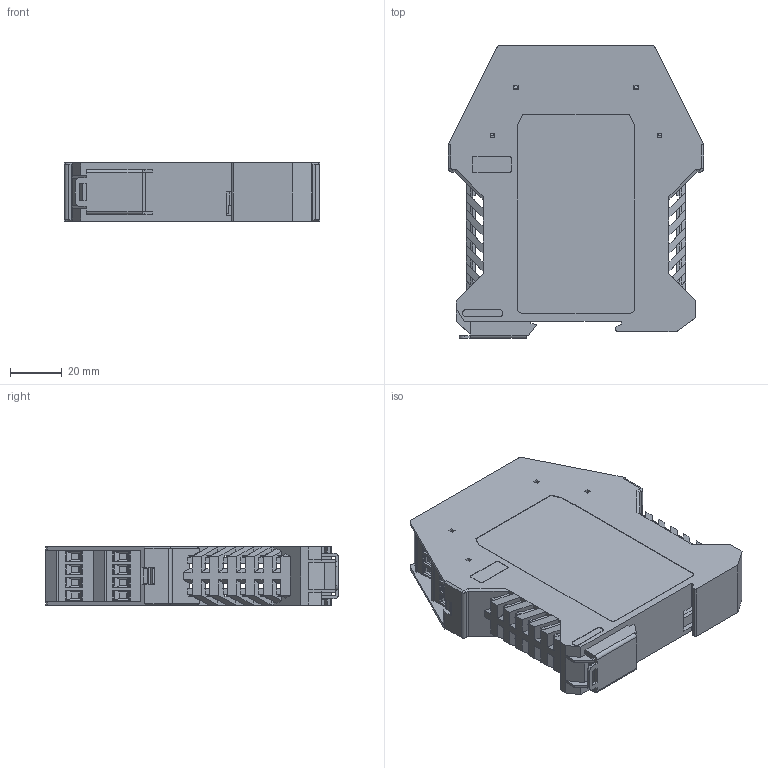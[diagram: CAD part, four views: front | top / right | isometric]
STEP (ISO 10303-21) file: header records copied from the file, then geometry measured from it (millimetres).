
FILE_DESCRIPTION (( 'STEP AP214' ), '1' );
FILE_NAME ('SCR2H-180030.STEP', '2022-12-27T19:10:57', ( '' ), ( '' ), 'SwSTEP 2.0', 'SolidWorks 2021', '' );
FILE_SCHEMA (( 'AUTOMOTIVE_DESIGN' ));
Length unit declared in the file: inch
Products named in the file (1): SCR2H-180030
Bounding box: 99 x 113.6 x 22.6 mm (x, y, z)
Volume: 64280.6 mm3; surface area: 64890.9 mm2
Topology: 6 solids, 8 shells, 1830 faces, 5257 edges, 3404 vertices
Faces by surface type: plane 1545, cylinder 273, torus 8, cone 4
Entity records: 59380 total; most frequent: CARTESIAN_POINT 10598, ORIENTED_EDGE 10514, DIRECTION 9583, EDGE_CURVE 5257, VECTOR 4565, LINE 4565, VERTEX_POINT 3404, AXIS2_PLACEMENT_3D 2509
